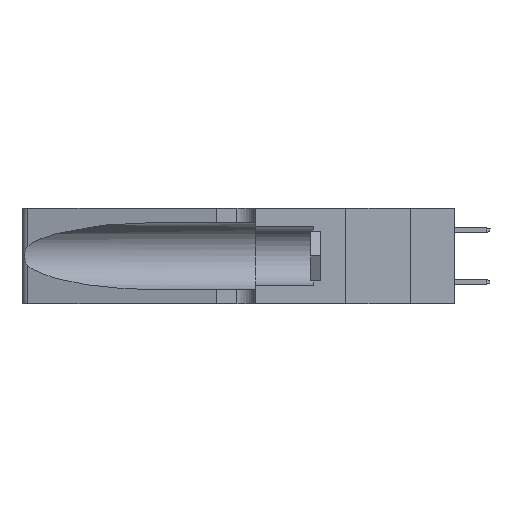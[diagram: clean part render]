
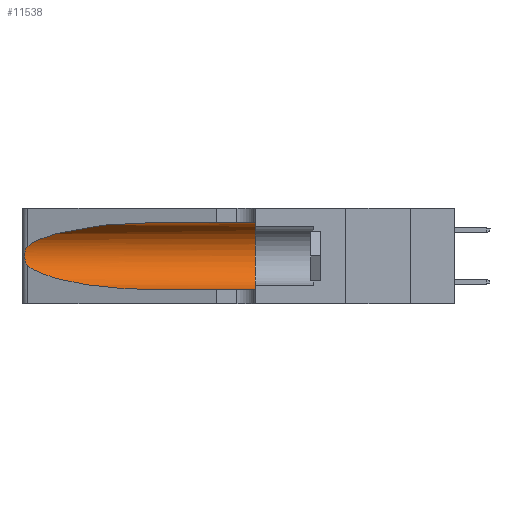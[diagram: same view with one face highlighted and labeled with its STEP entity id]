
A CAD part, left-side view. The second image highlights one B-rep face of the part: STEP entity #11538.
In plain terms, the highlighted cylindrical face has radius 3.308 mm (diameter 6.617 mm), a partial arc.
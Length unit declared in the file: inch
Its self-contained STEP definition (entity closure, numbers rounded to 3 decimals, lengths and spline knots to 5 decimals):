
#127 = ORIENTED_EDGE ( 'NONE', *, *, #17215, .T. ) ;
#477 = CARTESIAN_POINT ( 'NONE',  ( 0.18966, 0.96281, 0.31525 ) ) ;
#511 = CARTESIAN_POINT ( 'NONE',  ( 0.2373, 1.15595, 0.08982 ) ) ;
#515 = VERTEX_POINT ( 'NONE', #9914 ) ;
#563 = LINE ( 'NONE', #16537, #13999 ) ;
#651 = CARTESIAN_POINT ( 'NONE',  ( 0.25555, 1.22994, 0.2215 ) ) ;
#1036 = CARTESIAN_POINT ( 'NONE',  ( 0.25789, 1.23486, 0.15765 ) ) ;
#1084 = FACE_OUTER_BOUND ( 'NONE', #14257, .T. ) ;
#2210 = AXIS2_PLACEMENT_3D ( 'NONE', #9804, #2258, #12499 ) ;
#2258 = DIRECTION ( 'NONE',  ( 0., 1., 0. ) ) ;
#2363 = DIRECTION ( 'NONE',  ( 0., 0., -1. ) ) ;
#2582 = B_SPLINE_CURVE_WITH_KNOTS ( 'NONE', 3,
 ( #3571, #651, #6569, #3953, #14936, #6037, #16383, #7585, #8585, #11381, #1036, #3150, #4588, #10478 ),
 .UNSPECIFIED., .F., .F.,
 ( 4, 2, 2, 2, 2, 2, 4 ),
 ( 0., 0.00027, 0.00053, 0.00107, 0.0016, 0.00187, 0.00214 ),
 .UNSPECIFIED. ) ;
#2941 = VECTOR ( 'NONE', #16692, 39.37008 ) ;
#3150 = CARTESIAN_POINT ( 'NONE',  ( 0.25639, 1.23186, 0.15144 ) ) ;
#3183 = CARTESIAN_POINT ( 'NONE',  ( 0.1305, 1.61858, 0.05475 ) ) ;
#3438 = VERTEX_POINT ( 'NONE', #13177 ) ;
#3521 = EDGE_CURVE ( 'NONE', #515, #10086, #4898, .T. ) ;
#3571 = CARTESIAN_POINT ( 'NONE',  ( 0.25487, 1.22718, 0.22369 ) ) ;
#3891 = CARTESIAN_POINT ( 'NONE',  ( 0.18966, 0.96281, 0.05475 ) ) ;
#3953 = CARTESIAN_POINT ( 'NONE',  ( 0.25787, 1.23484, 0.2124 ) ) ;
#4527 = ORIENTED_EDGE ( 'NONE', *, *, #12281, .T. ) ;
#4528 = VERTEX_POINT ( 'NONE', #16775 ) ;
#4588 = CARTESIAN_POINT ( 'NONE',  ( 0.25555, 1.22993, 0.14849 ) ) ;
#4898 = LINE ( 'NONE', #3183, #2941 ) ;
#6037 = CARTESIAN_POINT ( 'NONE',  ( 0.26018, 1.23835, 0.19895 ) ) ;
#6184 =( BOUNDED_CURVE ( )  B_SPLINE_CURVE ( 3, ( #9334, #511, #3891, #15676 ),
 .UNSPECIFIED., .F., .T. ) 
 B_SPLINE_CURVE_WITH_KNOTS ( ( 4, 4 ),
 ( 3.44316, 4.71239 ),
 .UNSPECIFIED. ) 
 CURVE ( )  GEOMETRIC_REPRESENTATION_ITEM ( )  RATIONAL_B_SPLINE_CURVE ( ( 1., 0.87, 0.87, 1. ) ) 
 REPRESENTATION_ITEM ( '' )  );
#6485 = DIRECTION ( 'NONE',  ( 0., -1., 0. ) ) ;
#6569 = CARTESIAN_POINT ( 'NONE',  ( 0.25639, 1.23184, 0.21858 ) ) ;
#6844 = CIRCLE ( 'NONE', #2210, 0.13025 ) ;
#7585 = CARTESIAN_POINT ( 'NONE',  ( 0.26075, 1.23896, 0.178 ) ) ;
#8585 = CARTESIAN_POINT ( 'NONE',  ( 0.26017, 1.23833, 0.17102 ) ) ;
#8630 = VERTEX_POINT ( 'NONE', #11274 ) ;
#9325 = ORIENTED_EDGE ( 'NONE', *, *, #3521, .T. ) ;
#9334 = CARTESIAN_POINT ( 'NONE',  ( 0.25487, 1.22718, 0.14631 ) ) ;
#9804 = CARTESIAN_POINT ( 'NONE',  ( 0.1305, 0.35, 0.185 ) ) ;
#9914 = CARTESIAN_POINT ( 'NONE',  ( 0.1305, 0.72297, 0.05475 ) ) ;
#10086 = VERTEX_POINT ( 'NONE', #16116 ) ;
#10478 = CARTESIAN_POINT ( 'NONE',  ( 0.25487, 1.22718, 0.14631 ) ) ;
#11010 = ORIENTED_EDGE ( 'NONE', *, *, #14244, .T. ) ;
#11166 = AXIS2_PLACEMENT_3D ( 'NONE', #18759, #13938, #2363 ) ;
#11274 = CARTESIAN_POINT ( 'NONE',  ( 0.1305, 0.72297, 0.31525 ) ) ;
#11381 = CARTESIAN_POINT ( 'NONE',  ( 0.25856, 1.23593, 0.16098 ) ) ;
#11538 = ADVANCED_FACE ( 'NONE', ( #1084 ), #15499, .F. ) ;
#12011 = ORIENTED_EDGE ( 'NONE', *, *, #15198, .F. ) ;
#12281 = EDGE_CURVE ( 'NONE', #4528, #3438, #2582, .T. ) ;
#12499 = DIRECTION ( 'NONE',  ( 0., 0., 1. ) ) ;
#12639 = EDGE_CURVE ( 'NONE', #13469, #10086, #6844, .T. ) ;
#13177 = CARTESIAN_POINT ( 'NONE',  ( 0.25487, 1.22718, 0.14631 ) ) ;
#13364 = CARTESIAN_POINT ( 'NONE',  ( 0.25487, 1.22718, 0.22369 ) ) ;
#13469 = VERTEX_POINT ( 'NONE', #15554 ) ;
#13938 = DIRECTION ( 'NONE',  ( 0., -1., 0. ) ) ;
#13999 = VECTOR ( 'NONE', #6485, 39.37008 ) ;
#14244 = EDGE_CURVE ( 'NONE', #3438, #515, #6184, .T. ) ;
#14257 = EDGE_LOOP ( 'NONE', ( #127, #4527, #11010, #9325, #17074, #12011 ) ) ;
#14936 = CARTESIAN_POINT ( 'NONE',  ( 0.25854, 1.2359, 0.20912 ) ) ;
#15198 = EDGE_CURVE ( 'NONE', #8630, #13469, #563, .T. ) ;
#15499 = CYLINDRICAL_SURFACE ( 'NONE', #11166, 0.13025 ) ;
#15554 = CARTESIAN_POINT ( 'NONE',  ( 0.1305, 0.35, 0.31525 ) ) ;
#15676 = CARTESIAN_POINT ( 'NONE',  ( 0.1305, 0.72297, 0.05475 ) ) ;
#16116 = CARTESIAN_POINT ( 'NONE',  ( 0.1305, 0.35, 0.05475 ) ) ;
#16190 =( BOUNDED_CURVE ( )  B_SPLINE_CURVE ( 3, ( #16630, #477, #17975, #13364 ),
 .UNSPECIFIED., .F., .F. ) 
 B_SPLINE_CURVE_WITH_KNOTS ( ( 4, 4 ),
 ( 1.5708, 2.84003 ),
 .UNSPECIFIED. ) 
 CURVE ( )  GEOMETRIC_REPRESENTATION_ITEM ( )  RATIONAL_B_SPLINE_CURVE ( ( 1., 0.87, 0.87, 1. ) ) 
 REPRESENTATION_ITEM ( '' )  );
#16383 = CARTESIAN_POINT ( 'NONE',  ( 0.26075, 1.23896, 0.19203 ) ) ;
#16537 = CARTESIAN_POINT ( 'NONE',  ( 0.1305, 1.61858, 0.31525 ) ) ;
#16630 = CARTESIAN_POINT ( 'NONE',  ( 0.1305, 0.72297, 0.31525 ) ) ;
#16692 = DIRECTION ( 'NONE',  ( 0., -1., 0. ) ) ;
#16775 = CARTESIAN_POINT ( 'NONE',  ( 0.25487, 1.22718, 0.22369 ) ) ;
#17074 = ORIENTED_EDGE ( 'NONE', *, *, #12639, .F. ) ;
#17215 = EDGE_CURVE ( 'NONE', #8630, #4528, #16190, .T. ) ;
#17975 = CARTESIAN_POINT ( 'NONE',  ( 0.2373, 1.15595, 0.28018 ) ) ;
#18759 = CARTESIAN_POINT ( 'NONE',  ( 0.1305, 1.61858, 0.185 ) ) ;
